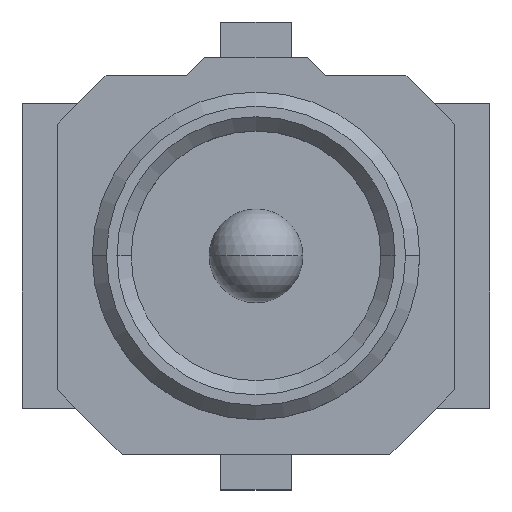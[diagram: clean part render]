
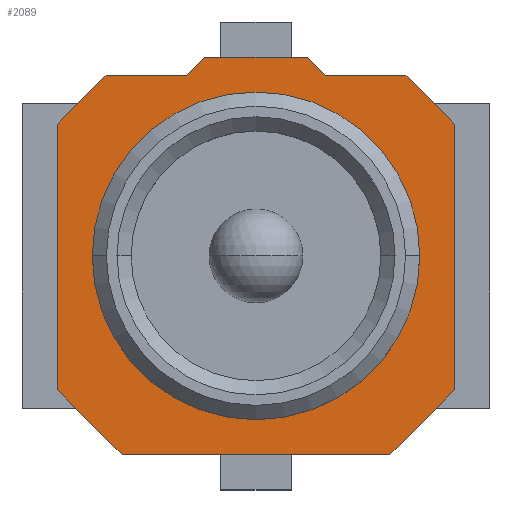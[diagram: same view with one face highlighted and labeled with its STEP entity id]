
A CAD part, top view. The second image highlights one B-rep face of the part: STEP entity #2089.
In plain terms, the highlighted planar face has unit normal (0, 0, 1).
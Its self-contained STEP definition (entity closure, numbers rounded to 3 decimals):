
#10 = DIRECTION ( 'NONE',  ( 0., -1., 0. ) ) ;
#12 = DIRECTION ( 'NONE',  ( 0.707, -0.707, 0. ) ) ;
#19 = CARTESIAN_POINT ( 'NONE',  ( 0.85, 0.564, 0.18 ) ) ;
#22 = VERTEX_POINT ( 'NONE', #1582 ) ;
#23 = EDGE_CURVE ( 'NONE', #1698, #22, #848, .T. ) ;
#52 = VERTEX_POINT ( 'NONE', #155 ) ;
#72 = VECTOR ( 'NONE', #1849, 1000. ) ;
#91 = EDGE_LOOP ( 'NONE', ( #1973, #779, #2264, #2037, #1677, #304, #105, #2070, #2071, #881, #1258, #776 ) ) ;
#105 = ORIENTED_EDGE ( 'NONE', *, *, #384, .T. ) ;
#110 = CARTESIAN_POINT ( 'NONE',  ( 0., 0., 0.18 ) ) ;
#114 = EDGE_CURVE ( 'NONE', #1541, #469, #946, .T. ) ;
#132 = DIRECTION ( 'NONE',  ( 0., 0., -1. ) ) ;
#134 = EDGE_CURVE ( 'NONE', #620, #261, #901, .T. ) ;
#151 = EDGE_CURVE ( 'NONE', #22, #2192, #985, .T. ) ;
#152 = FACE_BOUND ( 'NONE', #598, .T. ) ;
#155 = CARTESIAN_POINT ( 'NONE',  ( 0.7, 0., 0.18 ) ) ;
#202 = VECTOR ( 'NONE', #10, 1000. ) ;
#203 = EDGE_CURVE ( 'NONE', #52, #795, #1997, .T. ) ;
#219 = LINE ( 'NONE', #378, #1169 ) ;
#244 = ORIENTED_EDGE ( 'NONE', *, *, #203, .T. ) ;
#253 = EDGE_CURVE ( 'NONE', #569, #609, #1325, .T. ) ;
#261 = VERTEX_POINT ( 'NONE', #1656 ) ;
#268 = EDGE_CURVE ( 'NONE', #795, #52, #1886, .T. ) ;
#304 = ORIENTED_EDGE ( 'NONE', *, *, #1562, .T. ) ;
#329 = DIRECTION ( 'NONE',  ( 0., 0., 1. ) ) ;
#332 = CARTESIAN_POINT ( 'NONE',  ( -0.85, -0.572, 0.18 ) ) ;
#366 = LINE ( 'NONE', #332, #1999 ) ;
#378 = CARTESIAN_POINT ( 'NONE',  ( -0.85, 0.564, 0.18 ) ) ;
#384 = EDGE_CURVE ( 'NONE', #1353, #2192, #1051, .T. ) ;
#447 = CARTESIAN_POINT ( 'NONE',  ( -0.7, 0., 0.18 ) ) ;
#469 = VERTEX_POINT ( 'NONE', #1501 ) ;
#494 = CARTESIAN_POINT ( 'NONE',  ( -0.218, 0.85, 0.18 ) ) ;
#543 = DIRECTION ( 'NONE',  ( -0.707, -0.707, 0. ) ) ;
#544 = EDGE_CURVE ( 'NONE', #1764, #1541, #863, .T. ) ;
#569 = VERTEX_POINT ( 'NONE', #2060 ) ;
#598 = EDGE_LOOP ( 'NONE', ( #1787, #244 ) ) ;
#609 = VERTEX_POINT ( 'NONE', #1536 ) ;
#620 = VERTEX_POINT ( 'NONE', #494 ) ;
#663 = CARTESIAN_POINT ( 'NONE',  ( -0.572, -0.85, 0.18 ) ) ;
#668 = LINE ( 'NONE', #1909, #1098 ) ;
#702 = CARTESIAN_POINT ( 'NONE',  ( 0.296, 0.773, 0.18 ) ) ;
#703 = AXIS2_PLACEMENT_3D ( 'NONE', #1716, #1168, #1880 ) ;
#735 = VERTEX_POINT ( 'NONE', #2033 ) ;
#775 = CARTESIAN_POINT ( 'NONE',  ( 0.296, 0.773, 0.18 ) ) ;
#776 = ORIENTED_EDGE ( 'NONE', *, *, #544, .F. ) ;
#779 = ORIENTED_EDGE ( 'NONE', *, *, #134, .T. ) ;
#782 = DIRECTION ( 'NONE',  ( -1., 0., 0. ) ) ;
#795 = VERTEX_POINT ( 'NONE', #447 ) ;
#809 = VECTOR ( 'NONE', #1919, 1000. ) ;
#811 = CARTESIAN_POINT ( 'NONE',  ( -0.641, 0.773, 0.18 ) ) ;
#847 = EDGE_CURVE ( 'NONE', #261, #569, #2214, .T. ) ;
#848 = LINE ( 'NONE', #19, #202 ) ;
#863 = LINE ( 'NONE', #1198, #1378 ) ;
#876 = AXIS2_PLACEMENT_3D ( 'NONE', #1725, #329, #1208 ) ;
#881 = ORIENTED_EDGE ( 'NONE', *, *, #2031, .F. ) ;
#901 = LINE ( 'NONE', #2130, #1269 ) ;
#946 = LINE ( 'NONE', #775, #1641 ) ;
#952 = DIRECTION ( 'NONE',  ( 0., -1., 0. ) ) ;
#985 = LINE ( 'NONE', #2204, #72 ) ;
#1023 = PLANE ( 'NONE',  #876 ) ;
#1051 = LINE ( 'NONE', #663, #1597 ) ;
#1056 = LINE ( 'NONE', #1733, #809 ) ;
#1098 = VECTOR ( 'NONE', #2093, 1000. ) ;
#1105 = CARTESIAN_POINT ( 'NONE',  ( 0.85, 0.564, 0.18 ) ) ;
#1168 = DIRECTION ( 'NONE',  ( 0., 0., -1. ) ) ;
#1169 = VECTOR ( 'NONE', #952, 1000. ) ;
#1198 = CARTESIAN_POINT ( 'NONE',  ( 0.218, 0.85, 0.18 ) ) ;
#1208 = DIRECTION ( 'NONE',  ( 1., 0., 0. ) ) ;
#1258 = ORIENTED_EDGE ( 'NONE', *, *, #114, .F. ) ;
#1269 = VECTOR ( 'NONE', #543, 1000. ) ;
#1276 = VECTOR ( 'NONE', #1345, 1000. ) ;
#1325 = LINE ( 'NONE', #811, #1954 ) ;
#1345 = DIRECTION ( 'NONE',  ( -1., 0., 0. ) ) ;
#1353 = VERTEX_POINT ( 'NONE', #1611 ) ;
#1378 = VECTOR ( 'NONE', #1556, 1000. ) ;
#1478 = DIRECTION ( 'NONE',  ( 1., 0., 0. ) ) ;
#1501 = CARTESIAN_POINT ( 'NONE',  ( 0.641, 0.773, 0.18 ) ) ;
#1511 = DIRECTION ( 'NONE',  ( -0.707, -0.707, 0. ) ) ;
#1536 = CARTESIAN_POINT ( 'NONE',  ( -0.85, 0.564, 0.18 ) ) ;
#1541 = VERTEX_POINT ( 'NONE', #702 ) ;
#1556 = DIRECTION ( 'NONE',  ( 0.707, -0.707, 0. ) ) ;
#1562 = EDGE_CURVE ( 'NONE', #735, #1353, #366, .T. ) ;
#1582 = CARTESIAN_POINT ( 'NONE',  ( 0.85, -0.572, 0.18 ) ) ;
#1597 = VECTOR ( 'NONE', #1923, 1000. ) ;
#1611 = CARTESIAN_POINT ( 'NONE',  ( -0.572, -0.85, 0.18 ) ) ;
#1614 = CARTESIAN_POINT ( 'NONE',  ( 0.218, 0.85, 0.18 ) ) ;
#1641 = VECTOR ( 'NONE', #1478, 1000. ) ;
#1656 = CARTESIAN_POINT ( 'NONE',  ( -0.296, 0.773, 0.18 ) ) ;
#1677 = ORIENTED_EDGE ( 'NONE', *, *, #1710, .T. ) ;
#1698 = VERTEX_POINT ( 'NONE', #1105 ) ;
#1710 = EDGE_CURVE ( 'NONE', #609, #735, #219, .T. ) ;
#1716 = CARTESIAN_POINT ( 'NONE',  ( 0., 0., 0.18 ) ) ;
#1725 = CARTESIAN_POINT ( 'NONE',  ( 0., 0., 0.18 ) ) ;
#1733 = CARTESIAN_POINT ( 'NONE',  ( 0., 0.85, 0.18 ) ) ;
#1764 = VERTEX_POINT ( 'NONE', #1614 ) ;
#1787 = ORIENTED_EDGE ( 'NONE', *, *, #268, .T. ) ;
#1790 = CARTESIAN_POINT ( 'NONE',  ( 0.572, -0.85, 0.18 ) ) ;
#1849 = DIRECTION ( 'NONE',  ( -0.707, -0.707, 0. ) ) ;
#1861 = CARTESIAN_POINT ( 'NONE',  ( -0.296, 0.773, 0.18 ) ) ;
#1880 = DIRECTION ( 'NONE',  ( -1., 0., 0. ) ) ;
#1886 = CIRCLE ( 'NONE', #2248, 0.7 ) ;
#1909 = CARTESIAN_POINT ( 'NONE',  ( 0.641, 0.773, 0.18 ) ) ;
#1919 = DIRECTION ( 'NONE',  ( -1., 0., 0. ) ) ;
#1923 = DIRECTION ( 'NONE',  ( 1., 0., 0. ) ) ;
#1954 = VECTOR ( 'NONE', #1511, 1000. ) ;
#1973 = ORIENTED_EDGE ( 'NONE', *, *, #2015, .T. ) ;
#1997 = CIRCLE ( 'NONE', #703, 0.7 ) ;
#1999 = VECTOR ( 'NONE', #12, 1000. ) ;
#2015 = EDGE_CURVE ( 'NONE', #1764, #620, #1056, .T. ) ;
#2031 = EDGE_CURVE ( 'NONE', #469, #1698, #668, .T. ) ;
#2033 = CARTESIAN_POINT ( 'NONE',  ( -0.85, -0.572, 0.18 ) ) ;
#2037 = ORIENTED_EDGE ( 'NONE', *, *, #253, .T. ) ;
#2060 = CARTESIAN_POINT ( 'NONE',  ( -0.641, 0.773, 0.18 ) ) ;
#2070 = ORIENTED_EDGE ( 'NONE', *, *, #151, .F. ) ;
#2071 = ORIENTED_EDGE ( 'NONE', *, *, #23, .F. ) ;
#2089 = ADVANCED_FACE ( 'NONE', ( #2262, #152 ), #1023, .T. ) ;
#2093 = DIRECTION ( 'NONE',  ( 0.707, -0.707, 0. ) ) ;
#2130 = CARTESIAN_POINT ( 'NONE',  ( -0.218, 0.85, 0.18 ) ) ;
#2192 = VERTEX_POINT ( 'NONE', #1790 ) ;
#2204 = CARTESIAN_POINT ( 'NONE',  ( 0.85, -0.572, 0.18 ) ) ;
#2214 = LINE ( 'NONE', #1861, #1276 ) ;
#2248 = AXIS2_PLACEMENT_3D ( 'NONE', #110, #132, #782 ) ;
#2262 = FACE_OUTER_BOUND ( 'NONE', #91, .T. ) ;
#2264 = ORIENTED_EDGE ( 'NONE', *, *, #847, .T. ) ;
